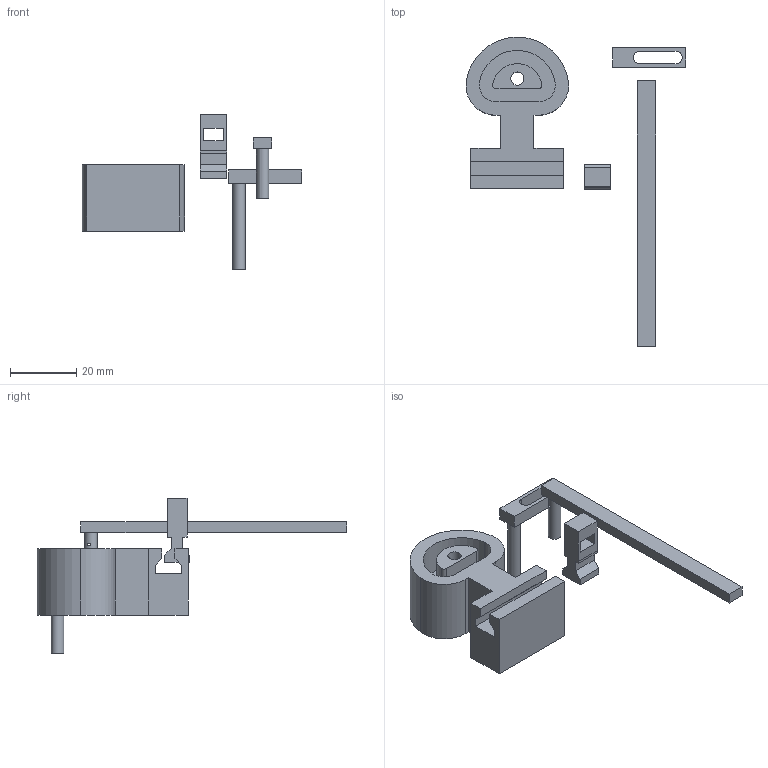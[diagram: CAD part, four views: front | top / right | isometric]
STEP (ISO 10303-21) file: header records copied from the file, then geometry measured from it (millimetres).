
FILE_DESCRIPTION(/* description */ (''),/* implementation_level */ '2;1');
FILE_NAME(/* name */ 'Slide Leg Design v1.step',/* time_stamp */ '2021-02-02T15:54:51-08:00',/* author */ (''),/* organization */ (''),/* preprocessor_version */ 'ST-DEVELOPER v18.1',/* originating_system */ 'Autodesk Translation Framework v9.7.1.1290',/* authorisation */ '');
FILE_SCHEMA (('AUTOMOTIVE_DESIGN { 1 0 10303 214 3 1 1 }'));
Length unit declared in the file: millimetre
Products named in the file (5): Slide Leg Design; Base; Slider; Leg; Arm
Assembly tree (4 placements, depth 2):
  Slide Leg Design
    Base
    Slider
    Leg
    Arm
Bounding box: 66.17 x 93.12 x 46.74 mm (x, y, z)
Volume: 19965.3 mm3; surface area: 10316.4 mm2
Topology: 4 solids, 4 shells, 76 faces, 193 edges, 128 vertices
Faces by surface type: plane 62, cylinder 14
Full cylindrical faces by diameter (mm): 3.75 x2, 4 x1
Entity records: 2438 total; most frequent: CARTESIAN_POINT 406, DIRECTION 395, ORIENTED_EDGE 386, EDGE_CURVE 193, LINE 161, VECTOR 161, VERTEX_POINT 128, AXIS2_PLACEMENT_3D 117
